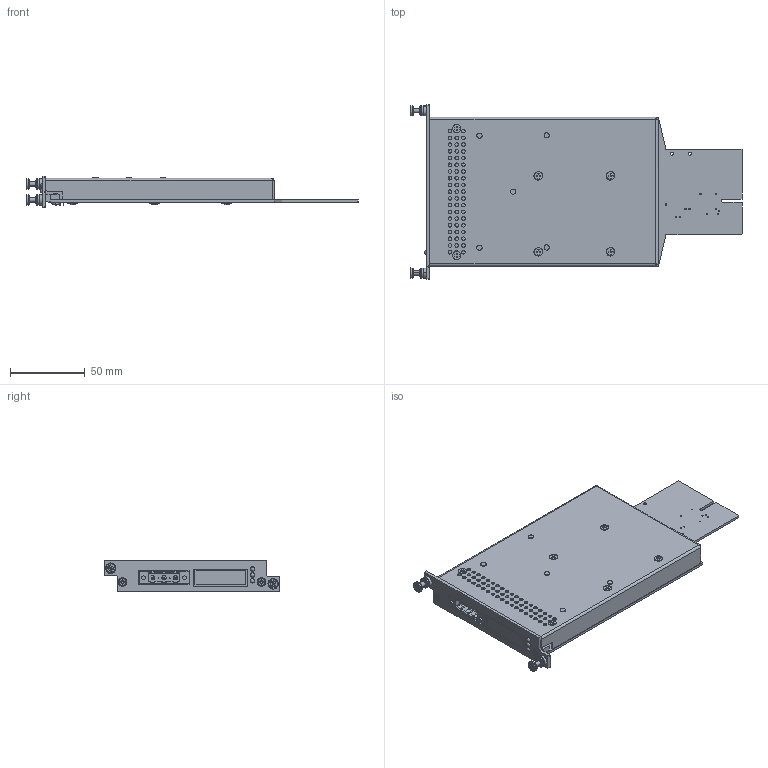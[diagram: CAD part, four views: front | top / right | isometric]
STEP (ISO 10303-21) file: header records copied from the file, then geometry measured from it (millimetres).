
FILE_DESCRIPTION(('FreeCAD Model'),'2;1');
FILE_NAME('Open CASCADE Shape Model','2023-03-21T17:17:10',('Author'),( ''),'Open CASCADE STEP processor 7.5','FreeCAD','Unknown');
FILE_SCHEMA(('AUTOMOTIVE_DESIGN { 1 0 10303 214 1 1 1 1 }'));
Length unit declared in the file: millimetre
Products named in the file (95): PCB; Board; ME133; SC10022065; ME132; ME129; BL8901P0101; Solid051; Solid115; Solid116; Solid114; Solid113; Extrude; ME128; 10172006; ME123; ME112; 7149220672; Extruded005; 7149220480; Extruded006; ME118; SC01030060; ME101; SC01030051; ME113; 7149220672001; 7149220480001; ME119; ME102; ME114; 7149220672002; 7149220480002; ME120; ME103; ME115; 7149220672003; 7149220480003; ME121; ME108 ...
Assembly tree (126 placements, depth 4):
  PCB
    Board
    ME133
      SC10022065
    ME132
      SC10022065
    ME129
      BL8901P0101
        Solid051
        Solid115
        Solid116
        Solid114
        Solid113
        Extrude
    ME128
      10172006
    ME123
      10172006
    ME112
      7149220672
        Extruded005
      7149220480
        Extruded006
    ME118
      SC01030060
    ME101
      SC01030051
    ME113
      7149220672001
        Extruded005
      7149220480001
        Extruded006
    ME119
      SC01030060
    ME102
      SC01030051
    ME114
      7149220672002
        Extruded005
      7149220480002
        Extruded006
    ME120
      SC01030060
    ME103
      SC01030051
    ME115
      7149220672003
        Extruded005
      7149220480003
        Extruded006
    ME121
      SC01030060
    ME108
      SC01030051
    ME116
      7149220672004
        Extruded005
      7149220480004
        Extruded006
    ME122
Bounding box: 222.13 x 117 x 21 mm (x, y, z)
Volume: 58469.5 mm3; surface area: 92007.2 mm2
Topology: 61 solids, 63 shells, 2179 faces, 5572 edges, 3578 vertices
Faces by surface type: plane 1469, cylinder 525, cone 132, torus 26, sphere 23, bspline 4
Full cylindrical faces by diameter (mm): 0.195 x2, 0.8 x13, 1 x65, 1.1 x8, 1.4 x3, 1.5 x7, 1.59 x2, 2 x6, 2.161 x6, 2.224 x4, 2.4 x2, 2.459 x2, 2.5 x8, 2.6 x2, 2.693 x6, 2.7 x2, 2.9 x3, 3 x12, 3.5 x6, 4.7 x4, 5.5 x6, 5.6 x6
Entity records: 89158 total; most frequent: CARTESIAN_POINT 19207, DIRECTION 12715, LINE 7033, VECTOR 7033, ORIENTED_EDGE 6344, PCURVE 6344, DEFINITIONAL_REPRESENTATION 6344, EDGE_CURVE 3172
